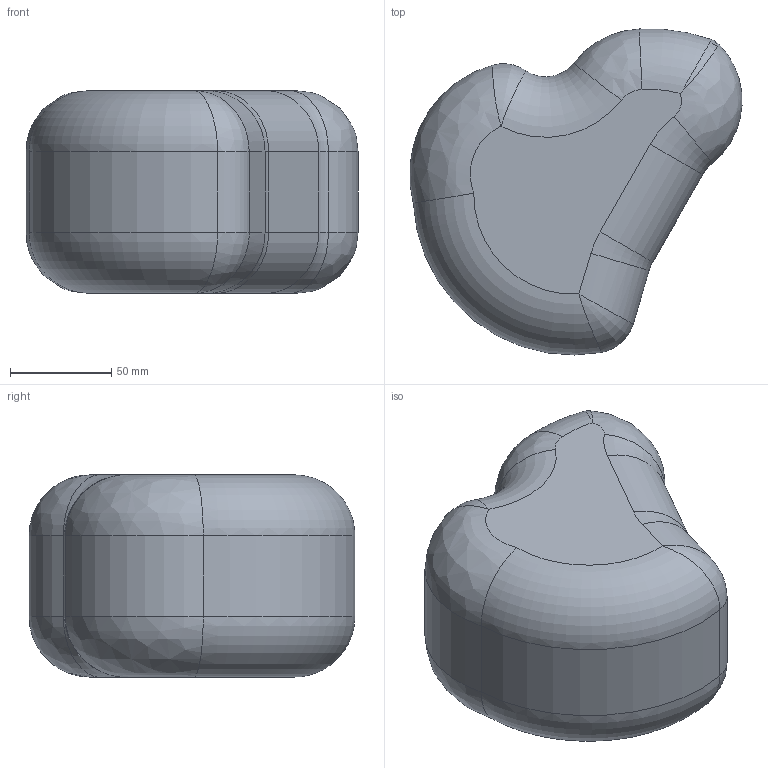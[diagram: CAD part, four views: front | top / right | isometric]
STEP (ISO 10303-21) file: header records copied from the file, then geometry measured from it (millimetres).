
FILE_DESCRIPTION(/* description */ (''),/* implementation_level */ '2;1');
FILE_NAME(/* name */ 'Unicorn Lamp Head.step',/* time_stamp */ '2025-07-28T22:48:36-04:00',/* author */ (''),/* organization */ (''),/* preprocessor_version */ 'ST-DEVELOPER v20.1',/* originating_system */ 'Autodesk Translation Framework v14.10.0.0',/* authorisation */ '');
FILE_SCHEMA (('AUTOMOTIVE_DESIGN { 1 0 10303 214 3 1 1 }'));
Length unit declared in the file: centimetre
Products named in the file (1): 2025-07-27-21-48-17-898
Bounding box: 164.27 x 161.27 x 100 mm (x, y, z)
Volume: 1658268.9 mm3; surface area: 74794.5 mm2
Topology: 1 solids, 1 shells, 41 faces, 91 edges, 46 vertices
Faces by surface type: cylinder 15, bspline 12, torus 10, plane 4
Entity records: 1722 total; most frequent: CARTESIAN_POINT 859, DIRECTION 181, ORIENTED_EDGE 170, EDGE_CURVE 85, AXIS2_PLACEMENT_3D 80, CIRCLE 50, VERTEX_POINT 46, FACE_OUTER_BOUND 41
